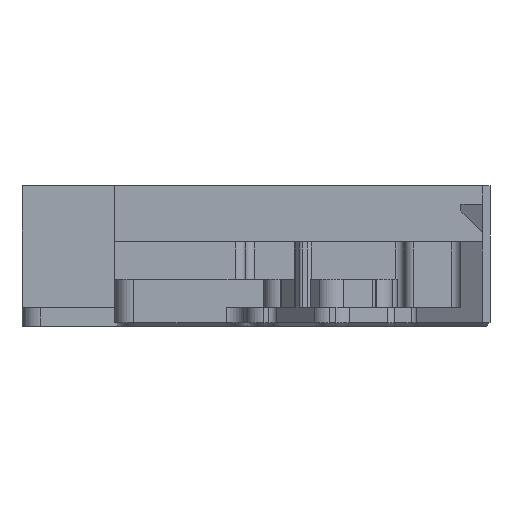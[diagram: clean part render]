
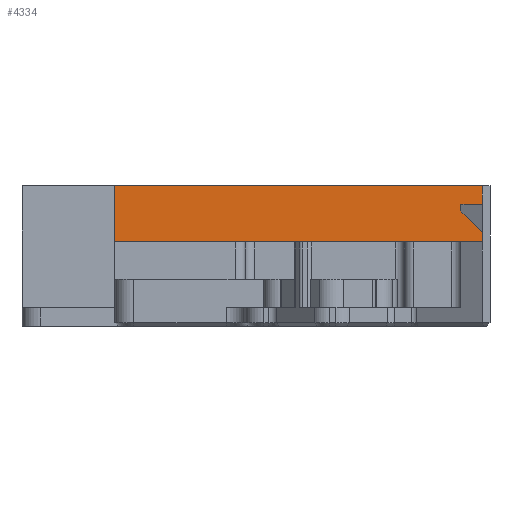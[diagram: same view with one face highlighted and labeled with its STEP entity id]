
A CAD part, left-side view. The second image highlights one B-rep face of the part: STEP entity #4334.
In plain terms, the highlighted planar face has unit normal (-1, 0, 0).
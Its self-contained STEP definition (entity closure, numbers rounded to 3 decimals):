
#508=FACE_OUTER_BOUND('',#759,.T.);
#759=EDGE_LOOP('',(#3640,#3641,#3642,#3643,#3644,#3645,#3646,#3647));
#1025=LINE('',#6629,#1469);
#1029=LINE('',#6636,#1473);
#1116=LINE('',#6898,#1560);
#1117=LINE('',#6901,#1561);
#1161=LINE('',#7015,#1605);
#1164=LINE('',#7023,#1608);
#1165=LINE('',#7026,#1609);
#1166=LINE('',#7027,#1610);
#1469=VECTOR('',#5328,10.);
#1473=VECTOR('',#5334,10.);
#1560=VECTOR('',#5581,10.);
#1561=VECTOR('',#5584,10.);
#1605=VECTOR('',#5726,10.);
#1608=VECTOR('',#5739,10.);
#1609=VECTOR('',#5742,10.);
#1610=VECTOR('',#5743,10.);
#1894=VERTEX_POINT('',#6626);
#1895=VERTEX_POINT('',#6628);
#1897=VERTEX_POINT('',#6634);
#1992=VERTEX_POINT('',#6896);
#1993=VERTEX_POINT('',#6900);
#2013=VERTEX_POINT('',#7012);
#2014=VERTEX_POINT('',#7014);
#2015=VERTEX_POINT('',#7025);
#2382=EDGE_CURVE('',#1894,#1895,#1025,.F.);
#2386=EDGE_CURVE('',#1894,#1897,#1029,.T.);
#2518=EDGE_CURVE('',#1897,#1992,#1116,.T.);
#2519=EDGE_CURVE('',#1993,#1895,#1117,.T.);
#2578=EDGE_CURVE('',#2013,#2014,#1161,.T.);
#2581=EDGE_CURVE('',#2013,#1993,#1164,.T.);
#2582=EDGE_CURVE('',#1992,#2015,#1165,.T.);
#2583=EDGE_CURVE('',#2014,#2015,#1166,.T.);
#3640=ORIENTED_EDGE('',*,*,#2518,.T.);
#3641=ORIENTED_EDGE('',*,*,#2582,.T.);
#3642=ORIENTED_EDGE('',*,*,#2583,.F.);
#3643=ORIENTED_EDGE('',*,*,#2578,.F.);
#3644=ORIENTED_EDGE('',*,*,#2581,.T.);
#3645=ORIENTED_EDGE('',*,*,#2519,.T.);
#3646=ORIENTED_EDGE('',*,*,#2382,.F.);
#3647=ORIENTED_EDGE('',*,*,#2386,.T.);
#4130=PLANE('',#4710);
#4334=ADVANCED_FACE('',(#508),#4130,.T.);
#4710=AXIS2_PLACEMENT_3D('',#7024,#5740,#5741);
#5328=DIRECTION('',(0.,0.707,0.707));
#5334=DIRECTION('',(0.,0.,1.));
#5581=DIRECTION('',(0.,-1.,0.));
#5584=DIRECTION('',(0.,0.,1.));
#5726=DIRECTION('',(0.,0.,1.));
#5739=DIRECTION('',(0.,-1.,0.));
#5740=DIRECTION('center_axis',(-1.,0.,0.));
#5741=DIRECTION('ref_axis',(0.,-1.,0.));
#5742=DIRECTION('',(0.,0.,1.));
#5743=DIRECTION('',(0.,-1.,0.));
#6626=CARTESIAN_POINT('',(-0.8,3.1,12.3));
#6628=CARTESIAN_POINT('',(-0.8,0.8,10.));
#6629=CARTESIAN_POINT('',(-0.8,8.675,17.875));
#6634=CARTESIAN_POINT('',(-0.8,3.1,13.));
#6636=CARTESIAN_POINT('',(-0.8,3.1,5.));
#6896=CARTESIAN_POINT('',(-0.8,0.8,13.));
#6898=CARTESIAN_POINT('',(-0.8,20.975,13.));
#6900=CARTESIAN_POINT('',(-0.8,0.8,9.));
#6901=CARTESIAN_POINT('',(-0.8,0.8,0.));
#7012=CARTESIAN_POINT('',(-0.8,40.,9.));
#7014=CARTESIAN_POINT('',(-0.8,40.,15.));
#7015=CARTESIAN_POINT('',(-0.8,40.,0.));
#7023=CARTESIAN_POINT('',(-0.8,30.2,9.));
#7024=CARTESIAN_POINT('Origin',(-0.8,40.,0.));
#7025=CARTESIAN_POINT('',(-0.8,0.8,15.));
#7026=CARTESIAN_POINT('',(-0.8,0.8,0.));
#7027=CARTESIAN_POINT('',(-0.8,0.8,15.));
